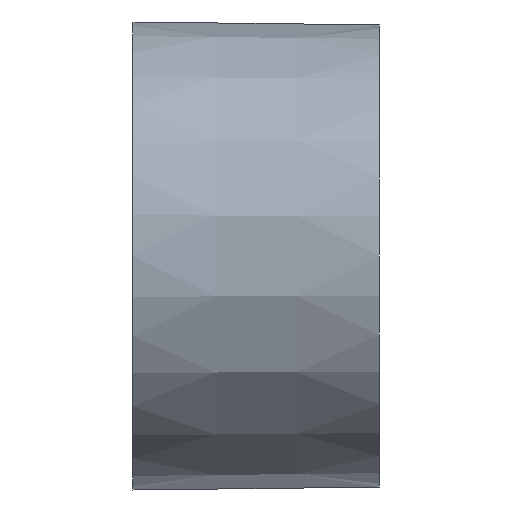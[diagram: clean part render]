
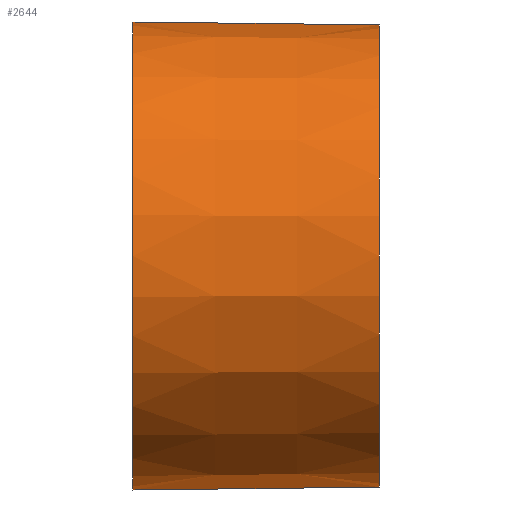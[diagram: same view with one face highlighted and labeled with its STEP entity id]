
A CAD part, left-side view. The second image highlights one B-rep face of the part: STEP entity #2644.
In plain terms, the highlighted conical face has half-angle 0.67 degrees and reference radius 28.325 mm.
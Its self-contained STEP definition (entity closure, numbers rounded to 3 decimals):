
#130=CARTESIAN_POINT('',(-17.,0.,0.));
#131=DIRECTION('',(0.,1.,0.));
#132=DIRECTION('',(0.,0.,-1.));
#133=AXIS2_PLACEMENT_3D('',#130,#131,#132);
#897=CARTESIAN_POINT('',(-17.,-30.,0.));
#898=DIRECTION('',(0.,1.,0.));
#899=DIRECTION('',(0.,0.,-1.));
#900=AXIS2_PLACEMENT_3D('',#897,#898,#899);
#977=DIRECTION('',(0.,1.,0.012));
#978=VECTOR('',#977,30.002);
#979=CARTESIAN_POINT('',(-17.,-30.,28.149));
#980=LINE('',#979,#978);
#985=DIRECTION('',(0.,1.,-0.012));
#986=VECTOR('',#985,30.002);
#987=CARTESIAN_POINT('',(-17.,-30.,-28.149));
#988=LINE('',#987,#986);
#1249=CARTESIAN_POINT('',(-17.,0.,-28.5));
#1250=CARTESIAN_POINT('',(-17.,0.,28.5));
#1251=VERTEX_POINT('',#1249);
#1252=VERTEX_POINT('',#1250);
#1253=CARTESIAN_POINT('',(-17.,-30.,-28.149));
#1254=CARTESIAN_POINT('',(-17.,-30.,28.149));
#1255=VERTEX_POINT('',#1253);
#1256=VERTEX_POINT('',#1254);
#2631=CARTESIAN_POINT('',(-17.,-15.,0.));
#2632=DIRECTION('',(0.,1.,0.));
#2633=DIRECTION('',(0.,0.,1.));
#2634=AXIS2_PLACEMENT_3D('',#2631,#2632,#2633);
#2635=CONICAL_SURFACE('',#2634,28.325,0.67);
#2636=ORIENTED_EDGE('',*,*,#1300,.T.);
#2638=ORIENTED_EDGE('',*,*,#2637,.F.);
#2639=ORIENTED_EDGE('',*,*,#2488,.F.);
#2641=ORIENTED_EDGE('',*,*,#2640,.T.);
#2642=EDGE_LOOP('',(#2636,#2638,#2639,#2641));
#2643=FACE_OUTER_BOUND('',#2642,.F.);
#2644=ADVANCED_FACE('',(#2643),#2635,.T.);
#134=CIRCLE('',#133,28.5);
#901=CIRCLE('',#900,28.149);
#1300=EDGE_CURVE('',#1251,#1252,#134,.T.);
#2488=EDGE_CURVE('',#1255,#1256,#901,.T.);
#2637=EDGE_CURVE('',#1256,#1252,#980,.T.);
#2640=EDGE_CURVE('',#1255,#1251,#988,.T.);
